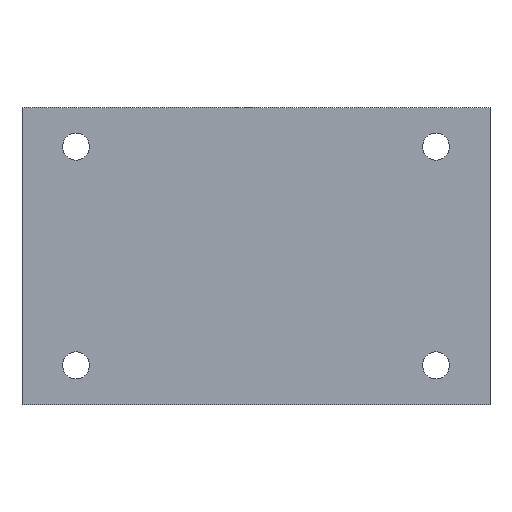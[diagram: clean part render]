
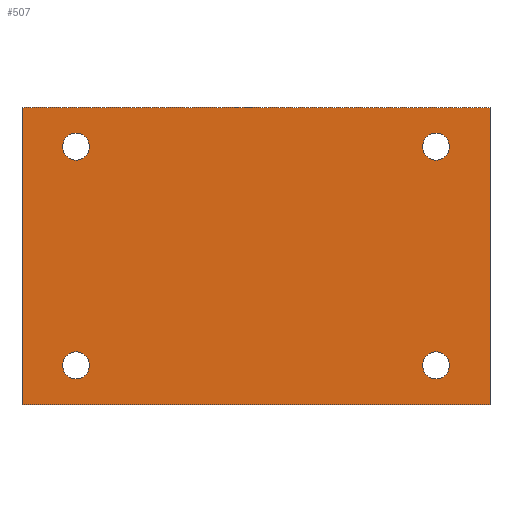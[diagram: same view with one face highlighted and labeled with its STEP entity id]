
A CAD part, front view. The second image highlights one B-rep face of the part: STEP entity #507.
In plain terms, the highlighted planar face has unit normal (0, -1, 0).
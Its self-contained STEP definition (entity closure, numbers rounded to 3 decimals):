
#9 = EDGE_LOOP ( 'NONE', ( #321, #105, #463, #381 ) ) ;
#11 = DIRECTION ( 'NONE',  ( -1., 0., 0. ) ) ;
#13 = AXIS2_PLACEMENT_3D ( 'NONE', #444, #146, #93 ) ;
#14 = CIRCLE ( 'NONE', #370, 1.5 ) ;
#29 = FACE_BOUND ( 'NONE', #240, .T. ) ;
#32 = VERTEX_POINT ( 'NONE', #377 ) ;
#35 = AXIS2_PLACEMENT_3D ( 'NONE', #585, #186, #331 ) ;
#46 = VERTEX_POINT ( 'NONE', #369 ) ;
#47 = DIRECTION ( 'NONE',  ( 0., 0., -1. ) ) ;
#62 = EDGE_CURVE ( 'NONE', #621, #46, #620, .T. ) ;
#68 = CARTESIAN_POINT ( 'NONE',  ( -26., 0., -16.5 ) ) ;
#71 = CIRCLE ( 'NONE', #478, 1.5 ) ;
#77 = FACE_BOUND ( 'NONE', #430, .T. ) ;
#78 = DIRECTION ( 'NONE',  ( 0., 0., -1. ) ) ;
#79 = ORIENTED_EDGE ( 'NONE', *, *, #97, .T. ) ;
#83 = CARTESIAN_POINT ( 'NONE',  ( 20., 0., 12.15 ) ) ;
#93 = DIRECTION ( 'NONE',  ( 0., 0., -1. ) ) ;
#97 = EDGE_CURVE ( 'NONE', #560, #167, #480, .T. ) ;
#102 = VECTOR ( 'NONE', #11, 1000. ) ;
#105 = ORIENTED_EDGE ( 'NONE', *, *, #265, .F. ) ;
#108 = DIRECTION ( 'NONE',  ( 0., 0., -1. ) ) ;
#122 = CARTESIAN_POINT ( 'NONE',  ( -20., 0., 12.15 ) ) ;
#132 = EDGE_CURVE ( 'NONE', #402, #312, #71, .T. ) ;
#134 = LINE ( 'NONE', #68, #102 ) ;
#136 = EDGE_LOOP ( 'NONE', ( #411, #545 ) ) ;
#139 = CARTESIAN_POINT ( 'NONE',  ( -26., 0., 16.5 ) ) ;
#141 = DIRECTION ( 'NONE',  ( 0., 1., 0. ) ) ;
#144 = VERTEX_POINT ( 'NONE', #618 ) ;
#146 = DIRECTION ( 'NONE',  ( 0., 1., 0. ) ) ;
#149 = VECTOR ( 'NONE', #200, 1000. ) ;
#167 = VERTEX_POINT ( 'NONE', #632 ) ;
#172 = FACE_BOUND ( 'NONE', #136, .T. ) ;
#181 = DIRECTION ( 'NONE',  ( 0., 0., 1. ) ) ;
#183 = ORIENTED_EDGE ( 'NONE', *, *, #243, .T. ) ;
#186 = DIRECTION ( 'NONE',  ( 0., 1., 0. ) ) ;
#194 = CARTESIAN_POINT ( 'NONE',  ( -26., 0., 16.5 ) ) ;
#195 = AXIS2_PLACEMENT_3D ( 'NONE', #256, #305, #108 ) ;
#198 = EDGE_CURVE ( 'NONE', #32, #282, #510, .T. ) ;
#200 = DIRECTION ( 'NONE',  ( 0., 0., -1. ) ) ;
#204 = CIRCLE ( 'NONE', #344, 1.5 ) ;
#207 = EDGE_CURVE ( 'NONE', #167, #560, #204, .T. ) ;
#232 = DIRECTION ( 'NONE',  ( 0., 1., 0. ) ) ;
#236 = DIRECTION ( 'NONE',  ( 0., 1., 0. ) ) ;
#239 = CARTESIAN_POINT ( 'NONE',  ( -20., 0., -10.65 ) ) ;
#240 = EDGE_LOOP ( 'NONE', ( #79, #261 ) ) ;
#243 = EDGE_CURVE ( 'NONE', #282, #32, #619, .T. ) ;
#249 = DIRECTION ( 'NONE',  ( 0., 1., 0. ) ) ;
#256 = CARTESIAN_POINT ( 'NONE',  ( 0., 0., 0. ) ) ;
#258 = CARTESIAN_POINT ( 'NONE',  ( 26., 0., -16.5 ) ) ;
#261 = ORIENTED_EDGE ( 'NONE', *, *, #207, .T. ) ;
#265 = EDGE_CURVE ( 'NONE', #144, #326, #520, .T. ) ;
#270 = DIRECTION ( 'NONE',  ( 0., 1., 0. ) ) ;
#282 = VERTEX_POINT ( 'NONE', #239 ) ;
#287 = DIRECTION ( 'NONE',  ( 0., 0., 1. ) ) ;
#296 = CARTESIAN_POINT ( 'NONE',  ( 20., 0., -13.65 ) ) ;
#302 = FACE_BOUND ( 'NONE', #449, .T. ) ;
#305 = DIRECTION ( 'NONE',  ( 0., -1., 0. ) ) ;
#312 = VERTEX_POINT ( 'NONE', #296 ) ;
#317 = CARTESIAN_POINT ( 'NONE',  ( -26., 0., -16.5 ) ) ;
#319 = EDGE_CURVE ( 'NONE', #312, #402, #537, .T. ) ;
#321 = ORIENTED_EDGE ( 'NONE', *, *, #329, .F. ) ;
#326 = VERTEX_POINT ( 'NONE', #498 ) ;
#329 = EDGE_CURVE ( 'NONE', #326, #504, #346, .T. ) ;
#331 = DIRECTION ( 'NONE',  ( 0., 0., 1. ) ) ;
#334 = ORIENTED_EDGE ( 'NONE', *, *, #360, .T. ) ;
#336 = AXIS2_PLACEMENT_3D ( 'NONE', #122, #270, #581 ) ;
#344 = AXIS2_PLACEMENT_3D ( 'NONE', #83, #141, #287 ) ;
#346 = LINE ( 'NONE', #554, #149 ) ;
#360 = EDGE_CURVE ( 'NONE', #46, #621, #14, .T. ) ;
#363 = EDGE_CURVE ( 'NONE', #565, #144, #601, .T. ) ;
#365 = ORIENTED_EDGE ( 'NONE', *, *, #62, .T. ) ;
#369 = CARTESIAN_POINT ( 'NONE',  ( -20., 0., 10.65 ) ) ;
#370 = AXIS2_PLACEMENT_3D ( 'NONE', #500, #249, #47 ) ;
#374 = AXIS2_PLACEMENT_3D ( 'NONE', #476, #232, #181 ) ;
#377 = CARTESIAN_POINT ( 'NONE',  ( -20., 0., -13.65 ) ) ;
#381 = ORIENTED_EDGE ( 'NONE', *, *, #630, .F. ) ;
#394 = FACE_OUTER_BOUND ( 'NONE', #9, .T. ) ;
#402 = VERTEX_POINT ( 'NONE', #598 ) ;
#411 = ORIENTED_EDGE ( 'NONE', *, *, #319, .T. ) ;
#414 = CARTESIAN_POINT ( 'NONE',  ( -20., 0., 13.65 ) ) ;
#420 = DIRECTION ( 'NONE',  ( 0., 1., 0. ) ) ;
#430 = EDGE_LOOP ( 'NONE', ( #334, #365 ) ) ;
#431 = ORIENTED_EDGE ( 'NONE', *, *, #198, .T. ) ;
#433 = DIRECTION ( 'NONE',  ( 0., 0., 1. ) ) ;
#435 = CARTESIAN_POINT ( 'NONE',  ( -20., 0., -12.15 ) ) ;
#437 = VECTOR ( 'NONE', #592, 1000. ) ;
#444 = CARTESIAN_POINT ( 'NONE',  ( 20., 0., -12.15 ) ) ;
#449 = EDGE_LOOP ( 'NONE', ( #431, #183 ) ) ;
#452 = PLANE ( 'NONE',  #195 ) ;
#463 = ORIENTED_EDGE ( 'NONE', *, *, #363, .F. ) ;
#476 = CARTESIAN_POINT ( 'NONE',  ( 20., 0., 12.15 ) ) ;
#478 = AXIS2_PLACEMENT_3D ( 'NONE', #534, #420, #78 ) ;
#480 = CIRCLE ( 'NONE', #374, 1.5 ) ;
#494 = VECTOR ( 'NONE', #627, 1000. ) ;
#498 = CARTESIAN_POINT ( 'NONE',  ( 26., 0., 16.5 ) ) ;
#499 = AXIS2_PLACEMENT_3D ( 'NONE', #435, #236, #433 ) ;
#500 = CARTESIAN_POINT ( 'NONE',  ( -20., 0., 12.15 ) ) ;
#504 = VERTEX_POINT ( 'NONE', #258 ) ;
#507 = ADVANCED_FACE ( 'NONE', ( #29, #302, #394, #172, #77 ), #452, .T. ) ;
#510 = CIRCLE ( 'NONE', #35, 1.5 ) ;
#520 = LINE ( 'NONE', #139, #494 ) ;
#521 = CARTESIAN_POINT ( 'NONE',  ( 20., 0., 10.65 ) ) ;
#534 = CARTESIAN_POINT ( 'NONE',  ( 20., 0., -12.15 ) ) ;
#537 = CIRCLE ( 'NONE', #13, 1.5 ) ;
#545 = ORIENTED_EDGE ( 'NONE', *, *, #132, .T. ) ;
#554 = CARTESIAN_POINT ( 'NONE',  ( 26., 0., 16.5 ) ) ;
#560 = VERTEX_POINT ( 'NONE', #521 ) ;
#565 = VERTEX_POINT ( 'NONE', #317 ) ;
#581 = DIRECTION ( 'NONE',  ( 0., 0., -1. ) ) ;
#585 = CARTESIAN_POINT ( 'NONE',  ( -20., 0., -12.15 ) ) ;
#592 = DIRECTION ( 'NONE',  ( 0., 0., 1. ) ) ;
#598 = CARTESIAN_POINT ( 'NONE',  ( 20., 0., -10.65 ) ) ;
#601 = LINE ( 'NONE', #194, #437 ) ;
#618 = CARTESIAN_POINT ( 'NONE',  ( -26., 0., 16.5 ) ) ;
#619 = CIRCLE ( 'NONE', #499, 1.5 ) ;
#620 = CIRCLE ( 'NONE', #336, 1.5 ) ;
#621 = VERTEX_POINT ( 'NONE', #414 ) ;
#627 = DIRECTION ( 'NONE',  ( 1., 0., 0. ) ) ;
#630 = EDGE_CURVE ( 'NONE', #504, #565, #134, .T. ) ;
#632 = CARTESIAN_POINT ( 'NONE',  ( 20., 0., 13.65 ) ) ;
